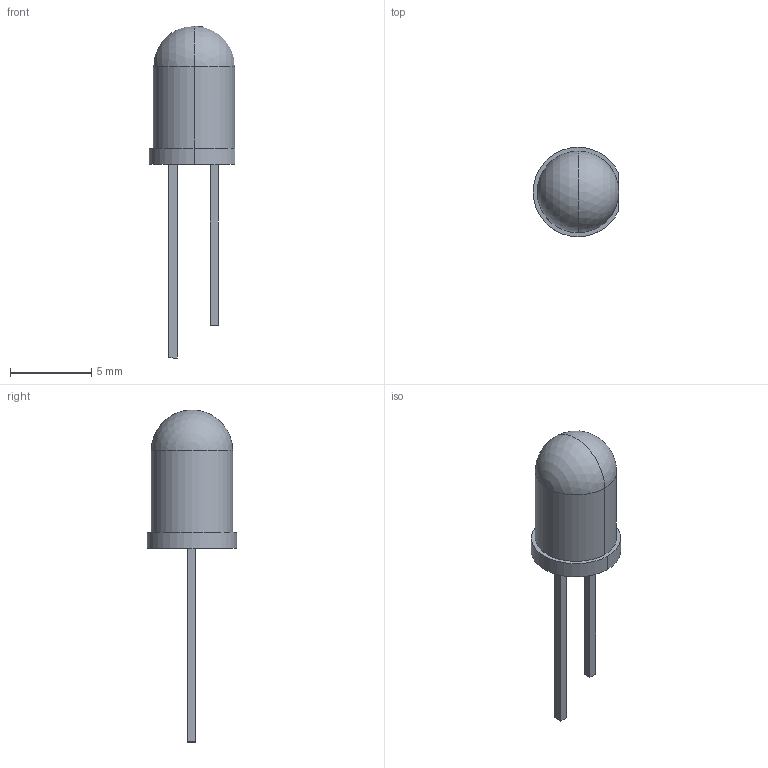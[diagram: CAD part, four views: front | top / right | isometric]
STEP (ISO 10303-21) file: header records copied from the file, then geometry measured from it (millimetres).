
FILE_DESCRIPTION (( 'STEP AP214' ), '1' );
FILE_NAME ('LEDAssem1.STEP', '2019-11-25T20:21:12', ( '' ), ( '' ), 'SwSTEP 2.0', 'SolidWorks 2018', '' );
FILE_SCHEMA (( 'AUTOMOTIVE_DESIGN' ));
Length unit declared in the file: millimetre
Products named in the file (3): LEDAssem1; Led Cover; LED1
Assembly tree (2 placements, depth 2):
  LEDAssem1
    LED1
    Led Cover
Bounding box: 5.25 x 5.5 x 20.4 mm (x, y, z)
Volume: 164.1 mm3; surface area: 240.2 mm2
Topology: 2 solids, 3 shells, 64 faces, 171 edges, 112 vertices
Faces by surface type: plane 47, cone 6, cylinder 5, bspline 4, sphere 2
Entity records: 2606 total; most frequent: CARTESIAN_POINT 945, ORIENTED_EDGE 330, DIRECTION 303, EDGE_CURVE 165, LINE 127, VECTOR 127, VERTEX_POINT 110, AXIS2_PLACEMENT_3D 88
